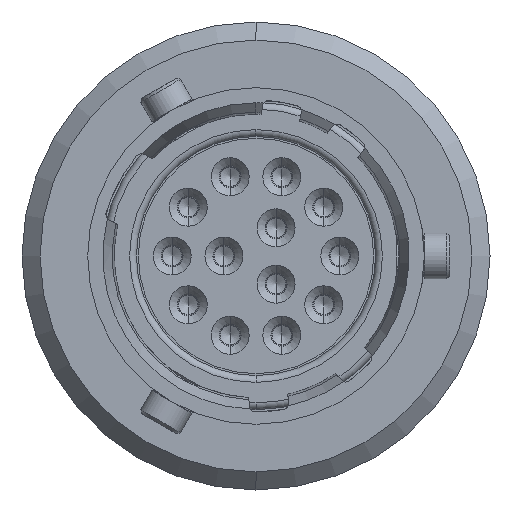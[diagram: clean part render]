
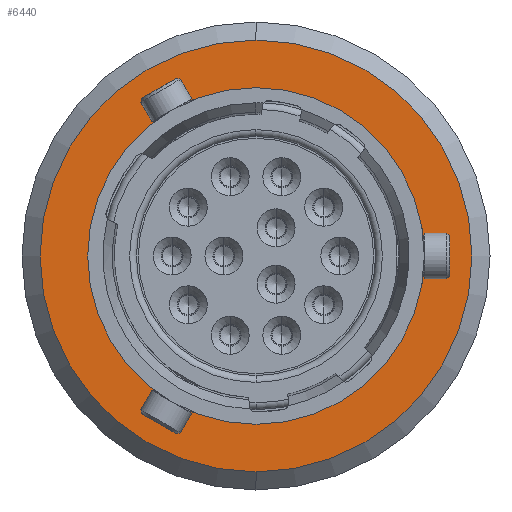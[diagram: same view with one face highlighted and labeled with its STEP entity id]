
A CAD part, left-side view. The second image highlights one B-rep face of the part: STEP entity #6440.
In plain terms, the highlighted planar face has unit normal (-1, 0, 0).
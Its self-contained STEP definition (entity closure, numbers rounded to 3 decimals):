
#2058 = EDGE_CURVE ( 'NONE', #18025, #35415, #25345, .T. ) ;
#2125 = ORIENTED_EDGE ( 'NONE', *, *, #2058, .F. ) ;
#3350 = AXIS2_PLACEMENT_3D ( 'NONE', #7051, #50336, #13264 ) ;
#5307 = VERTEX_POINT ( 'NONE', #36846 ) ;
#6440 = ADVANCED_FACE ( 'NONE', ( #40144, #7250 ), #73957, .F. ) ;
#6457 = CARTESIAN_POINT ( 'NONE',  ( 15.98, 0., 7.445 ) ) ;
#6829 = EDGE_LOOP ( 'NONE', ( #40450, #76980 ) ) ;
#7051 = CARTESIAN_POINT ( 'NONE',  ( 15.98, 0., 0. ) ) ;
#7250 = FACE_BOUND ( 'NONE', #71042, .T. ) ;
#9194 = DIRECTION ( 'NONE',  ( -1., 0., 0. ) ) ;
#11663 = VERTEX_POINT ( 'NONE', #38673 ) ;
#12789 = DIRECTION ( 'NONE',  ( 1., 0., 0. ) ) ;
#13168 = CARTESIAN_POINT ( 'NONE',  ( 15.98, 0., 0. ) ) ;
#13264 = DIRECTION ( 'NONE',  ( 0., 0., -1. ) ) ;
#13308 = CARTESIAN_POINT ( 'NONE',  ( 15.98, 0., 0. ) ) ;
#18025 = VERTEX_POINT ( 'NONE', #67443 ) ;
#19370 = DIRECTION ( 'NONE',  ( 0., 0., 1. ) ) ;
#19509 = DIRECTION ( 'NONE',  ( 0., 0., -1. ) ) ;
#24331 = CIRCLE ( 'NONE', #51948, 9.55 ) ;
#25345 = CIRCLE ( 'NONE', #30728, 7.445 ) ;
#30728 = AXIS2_PLACEMENT_3D ( 'NONE', #46303, #9194, #52484 ) ;
#32032 = CIRCLE ( 'NONE', #3350, 9.55 ) ;
#35415 = VERTEX_POINT ( 'NONE', #6457 ) ;
#36846 = CARTESIAN_POINT ( 'NONE',  ( 15.98, 0., 9.55 ) ) ;
#38673 = CARTESIAN_POINT ( 'NONE',  ( 15.98, 0., -9.55 ) ) ;
#40144 = FACE_OUTER_BOUND ( 'NONE', #6829, .T. ) ;
#40450 = ORIENTED_EDGE ( 'NONE', *, *, #77903, .T. ) ;
#43469 = EDGE_CURVE ( 'NONE', #5307, #11663, #24331, .T. ) ;
#46069 = ORIENTED_EDGE ( 'NONE', *, *, #47171, .F. ) ;
#46303 = CARTESIAN_POINT ( 'NONE',  ( 15.98, 0., 0. ) ) ;
#47171 = EDGE_CURVE ( 'NONE', #35415, #18025, #71991, .T. ) ;
#49868 = CARTESIAN_POINT ( 'NONE',  ( 15.98, 7.445, 0. ) ) ;
#50336 = DIRECTION ( 'NONE',  ( -1., 0., 0. ) ) ;
#51463 = AXIS2_PLACEMENT_3D ( 'NONE', #49868, #12789, #56079 ) ;
#51948 = AXIS2_PLACEMENT_3D ( 'NONE', #13308, #56600, #19509 ) ;
#52484 = DIRECTION ( 'NONE',  ( 0., 0., 1. ) ) ;
#56079 = DIRECTION ( 'NONE',  ( 0., 0., -1. ) ) ;
#56461 = DIRECTION ( 'NONE',  ( -1., 0., 0. ) ) ;
#56600 = DIRECTION ( 'NONE',  ( -1., 0., 0. ) ) ;
#67443 = CARTESIAN_POINT ( 'NONE',  ( 15.98, 0., -7.445 ) ) ;
#71042 = EDGE_LOOP ( 'NONE', ( #46069, #2125 ) ) ;
#71991 = CIRCLE ( 'NONE', #77242, 7.445 ) ;
#73957 = PLANE ( 'NONE',  #51463 ) ;
#76980 = ORIENTED_EDGE ( 'NONE', *, *, #43469, .T. ) ;
#77242 = AXIS2_PLACEMENT_3D ( 'NONE', #13168, #56461, #19370 ) ;
#77903 = EDGE_CURVE ( 'NONE', #11663, #5307, #32032, .T. ) ;
